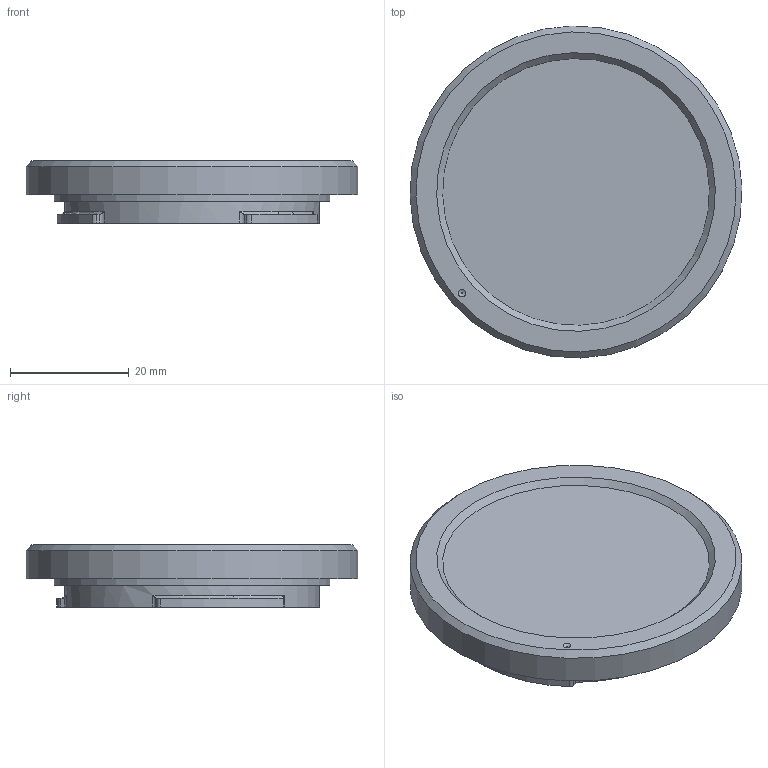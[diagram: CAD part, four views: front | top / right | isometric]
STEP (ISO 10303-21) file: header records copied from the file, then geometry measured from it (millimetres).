
FILE_DESCRIPTION(/* description */ (''),/* implementation_level */ '2;1');
FILE_NAME(/* name */ 'baseBodyCap_nikonF',/* time_stamp */ '2023-12-05T12:56:27-05:00',/* author */ ('George Moua'),/* organization */ ('Archive 663'),/* preprocessor_version */ 'ST-DEVELOPER v16.7',/* originating_system */ 'Solid Edge',/* authorisation */ 'Unknown');
FILE_SCHEMA (('AUTOMOTIVE_DESIGN {1 0 10303 214 3 1 1}'));
Length unit declared in the file: millimetre
Products named in the file (3): mountLensBase; mountLensBase_nikonF_oa_0; baseBodyCap_nikonF
Assembly tree (2 placements, depth 3):
  mountLensBase
    mountLensBase_nikonF_oa_0
      baseBodyCap_nikonF
Bounding box: 55.98 x 55.98 x 10.53 mm (x, y, z)
Volume: 5578.5 mm3; surface area: 9149.7 mm2
Topology: 1 solids, 1 shells, 44 faces, 111 edges, 75 vertices
Faces by surface type: cylinder 20, plane 18, torus 4, cone 2
Full cylindrical faces by diameter (mm): 40.6 x1, 46.6 x1, 54.5 x1, 56 x1
Entity records: 1356 total; most frequent: CARTESIAN_POINT 251, DIRECTION 232, ORIENTED_EDGE 200, EDGE_CURVE 100, AXIS2_PLACEMENT_3D 96, VERTEX_POINT 71, EDGE_LOOP 57, FACE_BOUND 57
